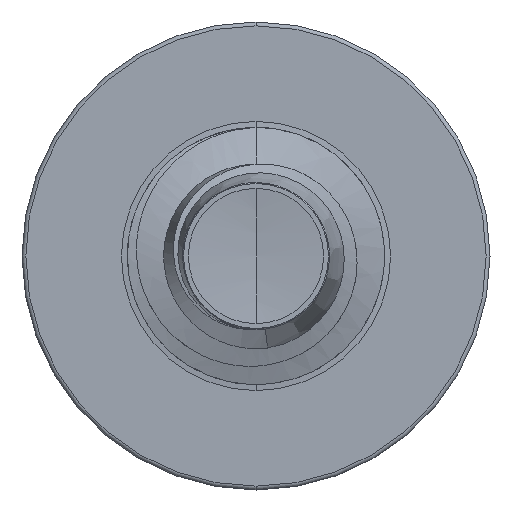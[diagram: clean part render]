
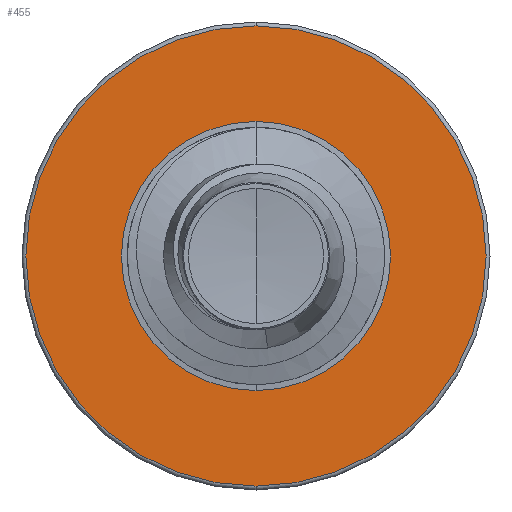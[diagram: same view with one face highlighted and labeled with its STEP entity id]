
A CAD part, front view. The second image highlights one B-rep face of the part: STEP entity #455.
In plain terms, the highlighted planar face has unit normal (0, -1, 0).
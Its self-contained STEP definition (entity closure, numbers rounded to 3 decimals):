
#455 = ADVANCED_FACE ( 'NONE', ( #3826, #6962 ), #2866, .F. ) ;
#1011 = VERTEX_POINT ( 'NONE', #6243 ) ;
#1404 = VERTEX_POINT ( 'NONE', #2540 ) ;
#1409 = AXIS2_PLACEMENT_3D ( 'NONE', #5949, #5936, #5928 ) ;
#1561 = EDGE_LOOP ( 'NONE', ( #4245, #5003 ) ) ;
#1956 = AXIS2_PLACEMENT_3D ( 'NONE', #4270, #3078, #3079 ) ;
#2101 = EDGE_LOOP ( 'NONE', ( #6233, #7460 ) ) ;
#2409 = AXIS2_PLACEMENT_3D ( 'NONE', #5828, #5821, #5812 ) ;
#2540 = CARTESIAN_POINT ( 'NONE',  ( 0., 2.5, -1.967 ) ) ;
#2866 = PLANE ( 'NONE',  #1956 ) ;
#3078 = DIRECTION ( 'NONE',  ( 0., 1., 0. ) ) ;
#3079 = DIRECTION ( 'NONE',  ( 0., 0., 1. ) ) ;
#3826 = FACE_OUTER_BOUND ( 'NONE', #1561, .T. ) ;
#4245 = ORIENTED_EDGE ( 'NONE', *, *, #4779, .F. ) ;
#4270 = CARTESIAN_POINT ( 'NONE',  ( 0., 2.5, -1.15 ) ) ;
#4430 = AXIS2_PLACEMENT_3D ( 'NONE', #7853, #7846, #7821 ) ;
#4583 = CARTESIAN_POINT ( 'NONE',  ( 0., 2.5, 1.15 ) ) ;
#4779 = EDGE_CURVE ( 'NONE', #1011, #1404, #6620, .T. ) ;
#4846 = EDGE_CURVE ( 'NONE', #5434, #6589, #7672, .T. ) ;
#4926 = AXIS2_PLACEMENT_3D ( 'NONE', #7804, #7796, #7786 ) ;
#5003 = ORIENTED_EDGE ( 'NONE', *, *, #6431, .F. ) ;
#5434 = VERTEX_POINT ( 'NONE', #4583 ) ;
#5812 = DIRECTION ( 'NONE',  ( 0., 0., 1. ) ) ;
#5821 = DIRECTION ( 'NONE',  ( 0., 1., 0. ) ) ;
#5828 = CARTESIAN_POINT ( 'NONE',  ( 0., 2.5, 0. ) ) ;
#5928 = DIRECTION ( 'NONE',  ( 0., 0., 1. ) ) ;
#5936 = DIRECTION ( 'NONE',  ( 0., 1., 0. ) ) ;
#5949 = CARTESIAN_POINT ( 'NONE',  ( 0., 2.5, 0. ) ) ;
#6233 = ORIENTED_EDGE ( 'NONE', *, *, #4846, .T. ) ;
#6243 = CARTESIAN_POINT ( 'NONE',  ( 0., 2.5, 1.967 ) ) ;
#6431 = EDGE_CURVE ( 'NONE', #1404, #1011, #6447, .T. ) ;
#6444 = EDGE_CURVE ( 'NONE', #6589, #5434, #6612, .T. ) ;
#6447 = CIRCLE ( 'NONE', #4430, 1.967 ) ;
#6589 = VERTEX_POINT ( 'NONE', #7651 ) ;
#6612 = CIRCLE ( 'NONE', #4926, 1.15 ) ;
#6620 = CIRCLE ( 'NONE', #1409, 1.967 ) ;
#6962 = FACE_BOUND ( 'NONE', #2101, .T. ) ;
#7460 = ORIENTED_EDGE ( 'NONE', *, *, #6444, .T. ) ;
#7651 = CARTESIAN_POINT ( 'NONE',  ( 0., 2.5, -1.15 ) ) ;
#7672 = CIRCLE ( 'NONE', #2409, 1.15 ) ;
#7786 = DIRECTION ( 'NONE',  ( 0., 0., 1. ) ) ;
#7796 = DIRECTION ( 'NONE',  ( 0., 1., 0. ) ) ;
#7804 = CARTESIAN_POINT ( 'NONE',  ( 0., 2.5, 0. ) ) ;
#7821 = DIRECTION ( 'NONE',  ( 0., 0., 1. ) ) ;
#7846 = DIRECTION ( 'NONE',  ( 0., 1., 0. ) ) ;
#7853 = CARTESIAN_POINT ( 'NONE',  ( 0., 2.5, 0. ) ) ;
